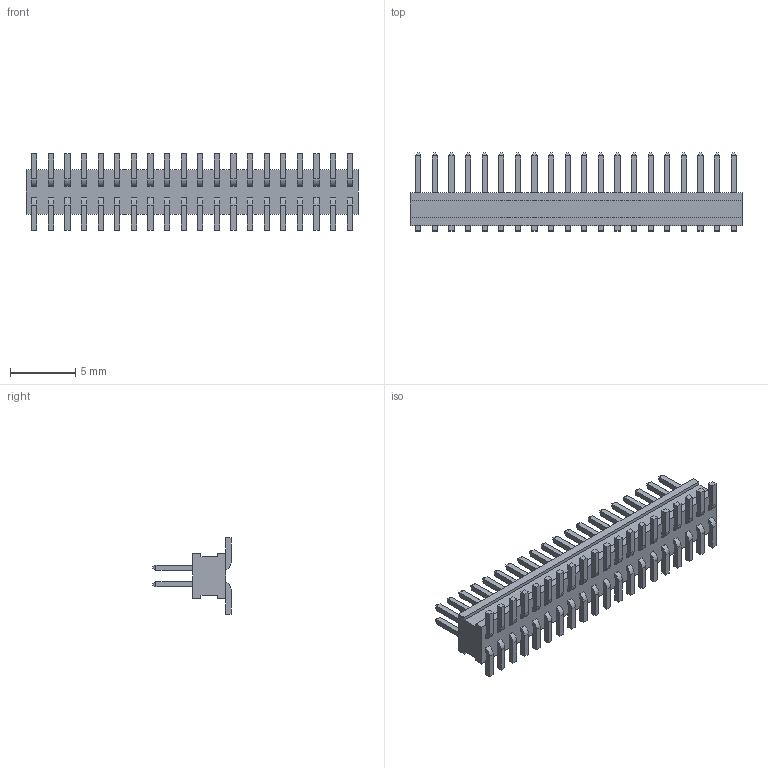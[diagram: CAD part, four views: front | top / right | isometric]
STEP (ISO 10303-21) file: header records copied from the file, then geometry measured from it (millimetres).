
FILE_DESCRIPTION(/* description */ ('STEP AP203'),/* implementation_level */ '2;1');
FILE_NAME(/* name */ 'FTSH-120-01-L-DV',/* time_stamp */ '2025-01-21T12:26:03+01:00',/* author */ ('License CC BY-ND 4.0'),/* organization */ ('CADENAS'),/* preprocessor_version */ 'ST-DEVELOPER v19.3',/* originating_system */ 'PARTsolutions',/* authorisation */ ' ');
FILE_SCHEMA (('CONFIG_CONTROL_DESIGN'));
Length unit declared in the file: inch
Products named in the file (4): FTSH-120-01-L-DV; FTSH-120-01-L-DV_body; FTSH-120-01-L-DV_pins1; FTSH-120-01-L-DV_pins2
Assembly tree (3 placements, depth 2):
  FTSH-120-01-L-DV
    FTSH-120-01-L-DV_body
    FTSH-120-01-L-DV_pins1
    FTSH-120-01-L-DV_pins2
Bounding box: 25.4 x 5.97 x 5.84 mm (x, y, z)
Volume: 289.9 mm3; surface area: 1125.9 mm2
Topology: 3 solids, 3 shells, 816 faces, 2270 edges, 1460 vertices
Faces by surface type: plane 776, cylinder 40
Entity records: 25699 total; most frequent: CARTESIAN_POINT 4550, ORIENTED_EDGE 4540, DIRECTION 3990, EDGE_CURVE 2270, LINE 2190, VECTOR 2190, VERTEX_POINT 1460, AXIS2_PLACEMENT_3D 900
